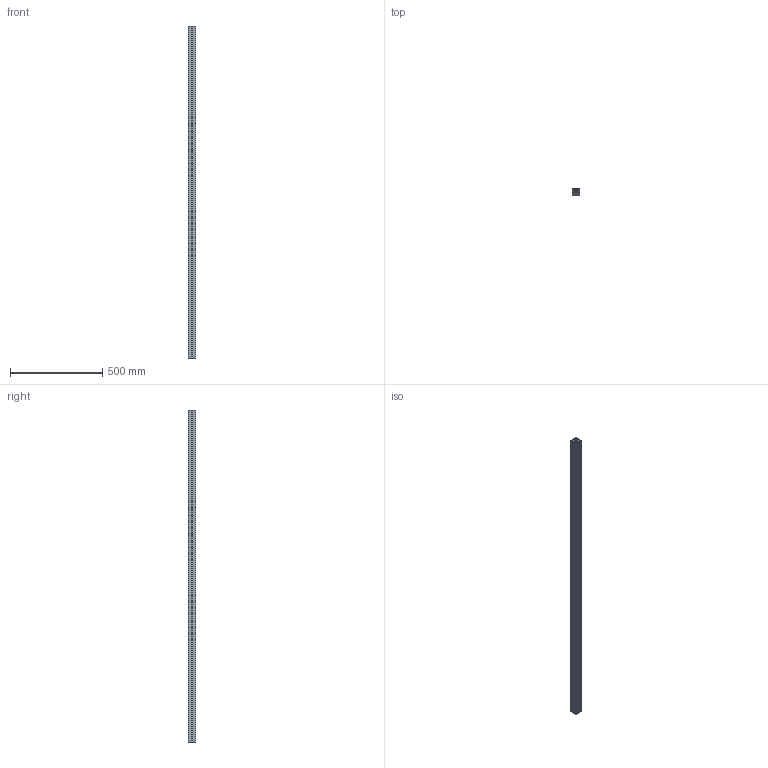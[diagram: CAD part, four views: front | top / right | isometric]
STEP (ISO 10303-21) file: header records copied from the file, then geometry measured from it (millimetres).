
FILE_DESCRIPTION(('HOOPS Exchange Step'),'2;1');
FILE_NAME('export-B15E360F-11D8-4CBF-A28E-0241EC21B3C3.stp','2022-04-11T23:01:49+03:00',('othaa'),('Alibre'),'HOOPS Exchange 2020.1','Alibre','Unknown authorisation');
FILE_SCHEMA( ('AP242_MANAGED_MODEL_BASED_3D_ENGINEERING_MIM_LF {1 0 10303 442 1 1 4 }') );
Length unit declared in the file: millimetre
Products named in the file (1): profile (outer coil)
Bounding box: 40 x 40 x 1800 mm (x, y, z)
Volume: 1644281.2 mm3; surface area: 625838 mm2
Topology: 1 solids, 1 shells, 77 faces, 229 edges, 154 vertices
Faces by surface type: cylinder 39, plane 38
Full cylindrical faces by diameter (mm): 7 x1
Entity records: 2677 total; most frequent: DIRECTION 471, CARTESIAN_POINT 468, ORIENTED_EDGE 464, EDGE_CURVE 232, AXIS2_PLACEMENT_3D 160, VERTEX_POINT 157, VECTOR 151, LINE 151
